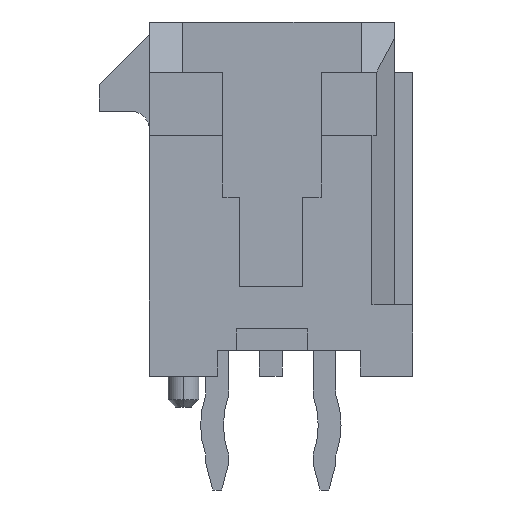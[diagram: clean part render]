
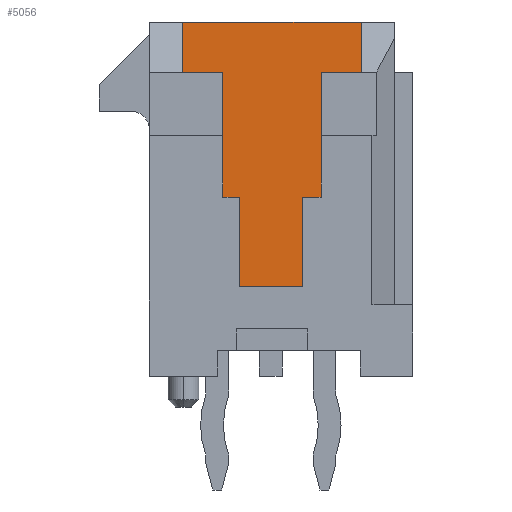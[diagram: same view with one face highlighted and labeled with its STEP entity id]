
A CAD part, left-side view. The second image highlights one B-rep face of the part: STEP entity #5056.
In plain terms, the highlighted planar face has unit normal (-1, 0, 0).
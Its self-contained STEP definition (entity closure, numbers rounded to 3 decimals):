
#6 = VECTOR ( 'NONE', #1562, 1000. ) ;
#105 = VERTEX_POINT ( 'NONE', #3638 ) ;
#325 = LINE ( 'NONE', #4065, #4047 ) ;
#491 = CARTESIAN_POINT ( 'NONE',  ( -3.425, -0.875, 4.95 ) ) ;
#513 = EDGE_LOOP ( 'NONE', ( #3795, #2711, #3362, #6457, #9534, #1971, #4592, #8947, #10858, #4757, #7284, #2058 ) ) ;
#658 = DIRECTION ( 'NONE',  ( 0., 1., 0. ) ) ;
#751 = EDGE_CURVE ( 'NONE', #6306, #11139, #7869, .T. ) ;
#962 = VERTEX_POINT ( 'NONE', #2255 ) ;
#1113 = CARTESIAN_POINT ( 'NONE',  ( -3.425, 2.47, -2.7 ) ) ;
#1149 = LINE ( 'NONE', #2517, #2905 ) ;
#1230 = DIRECTION ( 'NONE',  ( 0., 1., 0. ) ) ;
#1234 = DIRECTION ( 'NONE',  ( 0., 0., 1. ) ) ;
#1337 = DIRECTION ( 'NONE',  ( 0., 0., -1. ) ) ;
#1445 = PLANE ( 'NONE',  #4582 ) ;
#1481 = CARTESIAN_POINT ( 'NONE',  ( -3.425, 2.47, 3.55 ) ) ;
#1526 = EDGE_CURVE ( 'NONE', #6796, #3394, #7095, .T. ) ;
#1535 = CARTESIAN_POINT ( 'NONE',  ( -3.425, -0.875, -2.7 ) ) ;
#1562 = DIRECTION ( 'NONE',  ( 0., -1., 0. ) ) ;
#1581 = EDGE_CURVE ( 'NONE', #10284, #1859, #6416, .T. ) ;
#1859 = VERTEX_POINT ( 'NONE', #5183 ) ;
#1971 = ORIENTED_EDGE ( 'NONE', *, *, #4836, .F. ) ;
#2058 = ORIENTED_EDGE ( 'NONE', *, *, #8985, .F. ) ;
#2089 = CARTESIAN_POINT ( 'NONE',  ( -3.425, -2.53, 0. ) ) ;
#2169 = CARTESIAN_POINT ( 'NONE',  ( -3.425, -2.53, 3.55 ) ) ;
#2255 = CARTESIAN_POINT ( 'NONE',  ( -3.425, 1.345, 0.05 ) ) ;
#2380 = DIRECTION ( 'NONE',  ( 0., 1., 0. ) ) ;
#2517 = CARTESIAN_POINT ( 'NONE',  ( -3.425, 0.875, 0.05 ) ) ;
#2595 = LINE ( 'NONE', #491, #5310 ) ;
#2711 = ORIENTED_EDGE ( 'NONE', *, *, #4843, .F. ) ;
#2839 = CARTESIAN_POINT ( 'NONE',  ( -3.425, 0.875, -2.7 ) ) ;
#2894 = LINE ( 'NONE', #8323, #8223 ) ;
#2905 = VECTOR ( 'NONE', #2380, 1000. ) ;
#3038 = DIRECTION ( 'NONE',  ( 0., 0., 1. ) ) ;
#3362 = ORIENTED_EDGE ( 'NONE', *, *, #5046, .F. ) ;
#3394 = VERTEX_POINT ( 'NONE', #5181 ) ;
#3597 = LINE ( 'NONE', #1113, #4152 ) ;
#3638 = CARTESIAN_POINT ( 'NONE',  ( -3.425, 2.47, 4.95 ) ) ;
#3795 = ORIENTED_EDGE ( 'NONE', *, *, #1581, .F. ) ;
#3847 = EDGE_CURVE ( 'NONE', #7327, #6488, #325, .T. ) ;
#4047 = VECTOR ( 'NONE', #658, 1000. ) ;
#4065 = CARTESIAN_POINT ( 'NONE',  ( -3.425, -1.405, 0.05 ) ) ;
#4152 = VECTOR ( 'NONE', #1230, 1000. ) ;
#4252 = LINE ( 'NONE', #7193, #10121 ) ;
#4310 = CARTESIAN_POINT ( 'NONE',  ( -3.425, -1.405, 0.05 ) ) ;
#4582 = AXIS2_PLACEMENT_3D ( 'NONE', #9263, #6699, #6814 ) ;
#4592 = ORIENTED_EDGE ( 'NONE', *, *, #4689, .F. ) ;
#4689 = EDGE_CURVE ( 'NONE', #11139, #962, #1149, .T. ) ;
#4757 = ORIENTED_EDGE ( 'NONE', *, *, #9332, .F. ) ;
#4836 = EDGE_CURVE ( 'NONE', #962, #6796, #2894, .T. ) ;
#4843 = EDGE_CURVE ( 'NONE', #8795, #10284, #7385, .T. ) ;
#5046 = EDGE_CURVE ( 'NONE', #105, #8795, #9570, .T. ) ;
#5056 = ADVANCED_FACE ( 'NONE', ( #7633 ), #1445, .F. ) ;
#5136 = DIRECTION ( 'NONE',  ( 0., 0., -1. ) ) ;
#5181 = CARTESIAN_POINT ( 'NONE',  ( -3.425, 2.47, 3.55 ) ) ;
#5183 = CARTESIAN_POINT ( 'NONE',  ( -3.425, -1.405, 3.55 ) ) ;
#5310 = VECTOR ( 'NONE', #5136, 1000. ) ;
#5356 = VECTOR ( 'NONE', #1337, 1000. ) ;
#5655 = CARTESIAN_POINT ( 'NONE',  ( -3.425, 2.47, 4.95 ) ) ;
#6306 = VERTEX_POINT ( 'NONE', #2839 ) ;
#6416 = LINE ( 'NONE', #1481, #7632 ) ;
#6457 = ORIENTED_EDGE ( 'NONE', *, *, #10269, .F. ) ;
#6488 = VERTEX_POINT ( 'NONE', #6555 ) ;
#6555 = CARTESIAN_POINT ( 'NONE',  ( -3.425, -0.875, 0.05 ) ) ;
#6671 = DIRECTION ( 'NONE',  ( 0., 1., 0. ) ) ;
#6699 = DIRECTION ( 'NONE',  ( 1., 0., 0. ) ) ;
#6796 = VERTEX_POINT ( 'NONE', #10395 ) ;
#6814 = DIRECTION ( 'NONE',  ( 0., 0., -1. ) ) ;
#6823 = CARTESIAN_POINT ( 'NONE',  ( -3.425, 0.875, 0.05 ) ) ;
#6926 = CARTESIAN_POINT ( 'NONE',  ( -3.425, -2.53, 4.95 ) ) ;
#6997 = LINE ( 'NONE', #5655, #11117 ) ;
#7095 = LINE ( 'NONE', #7278, #10958 ) ;
#7193 = CARTESIAN_POINT ( 'NONE',  ( -3.425, -1.405, 4.95 ) ) ;
#7278 = CARTESIAN_POINT ( 'NONE',  ( -3.425, 2.47, 3.55 ) ) ;
#7284 = ORIENTED_EDGE ( 'NONE', *, *, #3847, .F. ) ;
#7327 = VERTEX_POINT ( 'NONE', #4310 ) ;
#7385 = LINE ( 'NONE', #2089, #5356 ) ;
#7526 = EDGE_CURVE ( 'NONE', #11019, #6306, #3597, .T. ) ;
#7632 = VECTOR ( 'NONE', #6671, 1000. ) ;
#7633 = FACE_OUTER_BOUND ( 'NONE', #513, .T. ) ;
#7869 = LINE ( 'NONE', #8149, #9085 ) ;
#8149 = CARTESIAN_POINT ( 'NONE',  ( -3.425, 0.875, 4.95 ) ) ;
#8223 = VECTOR ( 'NONE', #3038, 1000. ) ;
#8323 = CARTESIAN_POINT ( 'NONE',  ( -3.425, 1.345, 4.95 ) ) ;
#8795 = VERTEX_POINT ( 'NONE', #6926 ) ;
#8947 = ORIENTED_EDGE ( 'NONE', *, *, #751, .F. ) ;
#8985 = EDGE_CURVE ( 'NONE', #1859, #7327, #4252, .T. ) ;
#9085 = VECTOR ( 'NONE', #1234, 1000. ) ;
#9263 = CARTESIAN_POINT ( 'NONE',  ( -3.425, 2.47, 4.95 ) ) ;
#9332 = EDGE_CURVE ( 'NONE', #6488, #11019, #2595, .T. ) ;
#9383 = CARTESIAN_POINT ( 'NONE',  ( -3.425, 3.4, 4.95 ) ) ;
#9534 = ORIENTED_EDGE ( 'NONE', *, *, #1526, .F. ) ;
#9570 = LINE ( 'NONE', #9383, #6 ) ;
#9981 = DIRECTION ( 'NONE',  ( 0., 0., 1. ) ) ;
#10121 = VECTOR ( 'NONE', #10691, 1000. ) ;
#10269 = EDGE_CURVE ( 'NONE', #3394, #105, #6997, .T. ) ;
#10284 = VERTEX_POINT ( 'NONE', #2169 ) ;
#10395 = CARTESIAN_POINT ( 'NONE',  ( -3.425, 1.345, 3.55 ) ) ;
#10691 = DIRECTION ( 'NONE',  ( 0., 0., -1. ) ) ;
#10850 = DIRECTION ( 'NONE',  ( 0., 1., 0. ) ) ;
#10858 = ORIENTED_EDGE ( 'NONE', *, *, #7526, .F. ) ;
#10958 = VECTOR ( 'NONE', #10850, 1000. ) ;
#11019 = VERTEX_POINT ( 'NONE', #1535 ) ;
#11117 = VECTOR ( 'NONE', #9981, 1000. ) ;
#11139 = VERTEX_POINT ( 'NONE', #6823 ) ;
